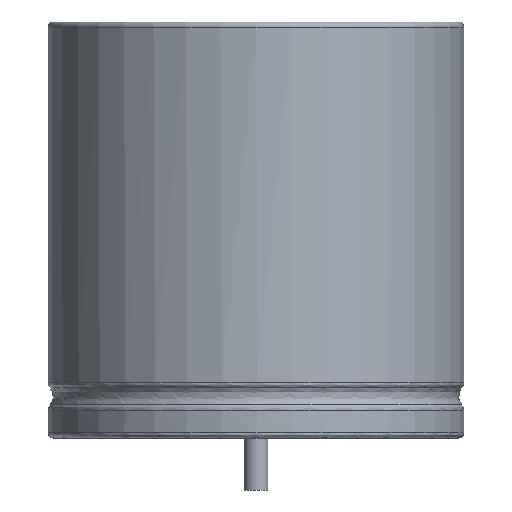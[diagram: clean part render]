
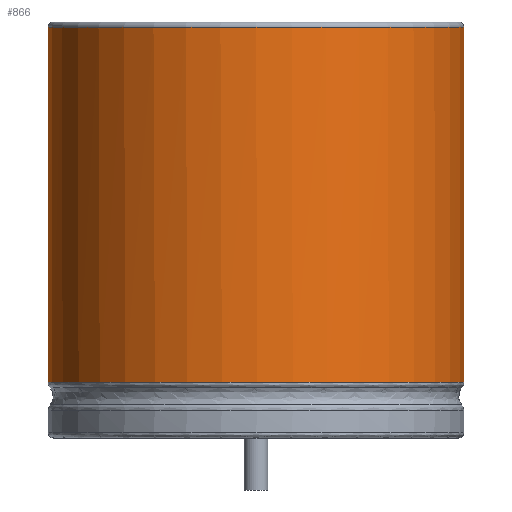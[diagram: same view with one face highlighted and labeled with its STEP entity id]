
A CAD part, left-side view. The second image highlights one B-rep face of the part: STEP entity #866.
In plain terms, the highlighted cylindrical face has radius 8 mm (diameter 16 mm), a partial arc.
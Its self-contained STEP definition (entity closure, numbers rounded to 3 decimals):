
#12=DIRECTION('',(0.,0.,1.));
#108=DIRECTION('',(0.,-0.,-1.));
#109=DIRECTION('',(0.924,-0.383,0.));
#234=VECTOR('',#12,1.);
#697=VERTEX_POINT('',#698);
#698=CARTESIAN_POINT('',(11.141,-3.061,2.135));
#706=ORIENTED_EDGE('',*,*,#707,.T.);
#707=EDGE_CURVE('',#697,#708,#710,.T.);
#708=VERTEX_POINT('',#709);
#709=CARTESIAN_POINT('',(11.141,3.061,2.135));
#710=B_SPLINE_CURVE_WITH_KNOTS('',12,(#711,#712,#713,#714,#715,#716,#717,#718,#719,#720,#721,#722,#723,#724,#725,#726,#727,#728,#729,#730,#731,#732,#733,#734,#735,#736,#737,#738,#739,#740,#741,#742,#743,#744,#745),.UNSPECIFIED.,.F.,.F.,(13,11,11,13),(-1.874,0.,43.982,45.856),.UNSPECIFIED.);
#711=CARTESIAN_POINT('',(11.858,-1.33,2.135));
#712=CARTESIAN_POINT('',(11.798,-1.475,2.135));
#713=CARTESIAN_POINT('',(11.738,-1.621,2.135));
#714=CARTESIAN_POINT('',(11.678,-1.765,2.135));
#715=CARTESIAN_POINT('',(11.618,-1.91,2.135));
#716=CARTESIAN_POINT('',(11.558,-2.055,2.135));
#717=CARTESIAN_POINT('',(11.498,-2.199,2.135));
#718=CARTESIAN_POINT('',(11.439,-2.343,2.135));
#719=CARTESIAN_POINT('',(11.379,-2.487,2.135));
#720=CARTESIAN_POINT('',(11.319,-2.631,2.135));
#721=CARTESIAN_POINT('',(11.26,-2.775,2.135));
#722=CARTESIAN_POINT('',(11.2,-2.918,2.135));
#723=CARTESIAN_POINT('',(9.748,-6.424,2.135));
#724=CARTESIAN_POINT('',(6.664,-9.147,2.135));
#725=CARTESIAN_POINT('',(2.213,-10.225,2.135));
#726=CARTESIAN_POINT('',(-2.561,-8.822,2.135));
#727=CARTESIAN_POINT('',(-6.115,-5.321,2.135));
#728=CARTESIAN_POINT('',(-7.896,0.,2.135));
#729=CARTESIAN_POINT('',(-6.115,5.321,2.135));
#730=CARTESIAN_POINT('',(-2.561,8.822,2.135));
#731=CARTESIAN_POINT('',(2.213,10.225,2.135));
#732=CARTESIAN_POINT('',(6.664,9.147,2.135));
#733=CARTESIAN_POINT('',(9.748,6.424,2.135));
#734=CARTESIAN_POINT('',(11.2,2.918,2.135));
#735=CARTESIAN_POINT('',(11.26,2.775,2.135));
#736=CARTESIAN_POINT('',(11.319,2.631,2.135));
#737=CARTESIAN_POINT('',(11.379,2.487,2.135));
#738=CARTESIAN_POINT('',(11.439,2.343,2.135));
#739=CARTESIAN_POINT('',(11.498,2.199,2.135));
#740=CARTESIAN_POINT('',(11.558,2.055,2.135));
#741=CARTESIAN_POINT('',(11.618,1.91,2.135));
#742=CARTESIAN_POINT('',(11.678,1.765,2.135));
#743=CARTESIAN_POINT('',(11.738,1.621,2.135));
#744=CARTESIAN_POINT('',(11.798,1.475,2.135));
#745=CARTESIAN_POINT('',(11.858,1.33,2.135));
#866=ADVANCED_FACE('',(#867),#886,.T.);
#867=FACE_BOUND('',#868,.F.);
#868=EDGE_LOOP('',(#869,#706,#875,#881));
#869=ORIENTED_EDGE('',*,*,#870,.F.);
#870=EDGE_CURVE('',#697,#871,#873,.T.);
#871=VERTEX_POINT('',#872);
#872=CARTESIAN_POINT('',(11.141,-3.061,15.8));
#873=LINE('',#874,#234);
#874=CARTESIAN_POINT('',(11.141,-3.061,2.));
#875=ORIENTED_EDGE('',*,*,#876,.T.);
#876=EDGE_CURVE('',#708,#877,#879,.T.);
#877=VERTEX_POINT('',#878);
#878=CARTESIAN_POINT('',(11.141,3.061,15.8));
#879=LINE('',#880,#234);
#880=CARTESIAN_POINT('',(11.141,3.061,2.));
#881=ORIENTED_EDGE('',*,*,#882,.F.);
#882=EDGE_CURVE('',#871,#877,#883,.T.);
#883=CIRCLE('',#884,8.);
#884=AXIS2_PLACEMENT_3D('',#885,#108,#109);
#885=CARTESIAN_POINT('',(3.75,0.,15.8));
#886=CYLINDRICAL_SURFACE('',#887,8.);
#887=AXIS2_PLACEMENT_3D('',#888,#12,#109);
#888=CARTESIAN_POINT('',(3.75,0.,2.));
